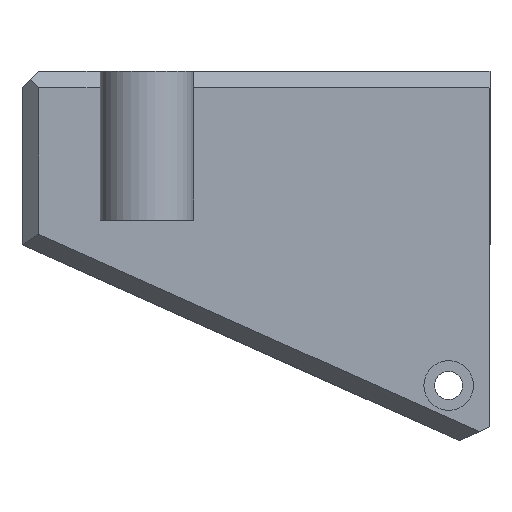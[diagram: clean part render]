
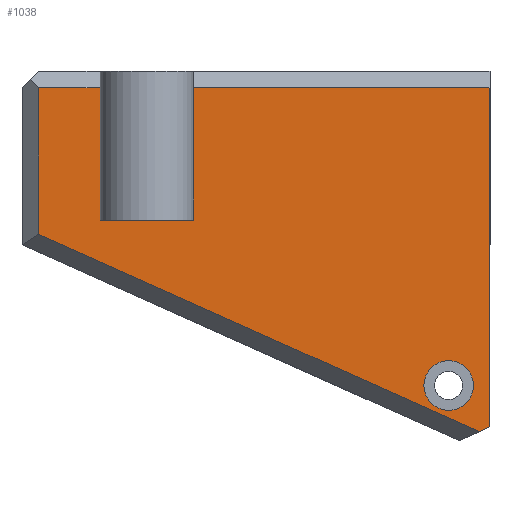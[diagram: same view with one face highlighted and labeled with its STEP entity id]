
A CAD part, left-side view. The second image highlights one B-rep face of the part: STEP entity #1038.
In plain terms, the highlighted planar face has unit normal (-1, 0, 0).
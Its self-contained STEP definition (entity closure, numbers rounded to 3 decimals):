
#58 = VECTOR ( 'NONE', #2889, 1000. ) ;
#104 = EDGE_CURVE ( 'NONE', #533, #527, #900, .T. ) ;
#247 = EDGE_LOOP ( 'NONE', ( #1578, #2664, #2830, #1542, #443, #2135, #2741, #1385, #2097 ) ) ;
#274 = EDGE_CURVE ( 'NONE', #1861, #2347, #2631, .T. ) ;
#298 = FACE_BOUND ( 'NONE', #1635, .T. ) ;
#329 = VERTEX_POINT ( 'NONE', #1664 ) ;
#352 = CARTESIAN_POINT ( 'NONE',  ( -109.65, 22., 100. ) ) ;
#362 = DIRECTION ( 'NONE',  ( 0., 0., 1. ) ) ;
#415 = VERTEX_POINT ( 'NONE', #966 ) ;
#443 = ORIENTED_EDGE ( 'NONE', *, *, #1121, .T. ) ;
#481 = EDGE_CURVE ( 'NONE', #2347, #1861, #2518, .T. ) ;
#488 = EDGE_CURVE ( 'NONE', #1464, #329, #807, .T. ) ;
#502 = EDGE_CURVE ( 'NONE', #2857, #1417, #658, .T. ) ;
#511 = VECTOR ( 'NONE', #3120, 1000. ) ;
#524 = VECTOR ( 'NONE', #792, 1000. ) ;
#527 = VERTEX_POINT ( 'NONE', #741 ) ;
#532 = CARTESIAN_POINT ( 'NONE',  ( -109.65, 0., 0. ) ) ;
#533 = VERTEX_POINT ( 'NONE', #2612 ) ;
#547 = DIRECTION ( 'NONE',  ( 0., 0., 1. ) ) ;
#562 = CARTESIAN_POINT ( 'NONE',  ( -109.65, 27., 86. ) ) ;
#583 = DIRECTION ( 'NONE',  ( -1., 0., 0. ) ) ;
#658 = LINE ( 'NONE', #1759, #58 ) ;
#741 = CARTESIAN_POINT ( 'NONE',  ( -109.65, 76.6, 119. ) ) ;
#787 = FACE_OUTER_BOUND ( 'NONE', #247, .T. ) ;
#792 = DIRECTION ( 'NONE',  ( 0., 0., -1. ) ) ;
#807 = LINE ( 'NONE', #2959, #2820 ) ;
#830 = AXIS2_PLACEMENT_3D ( 'NONE', #532, #1736, #547 ) ;
#853 = CARTESIAN_POINT ( 'NONE',  ( -109.65, 27., 83. ) ) ;
#875 = DIRECTION ( 'NONE',  ( -1., 0., 0. ) ) ;
#900 = LINE ( 'NONE', #1848, #511 ) ;
#904 = DIRECTION ( 'NONE',  ( 0., 0., 1. ) ) ;
#914 = VERTEX_POINT ( 'NONE', #1192 ) ;
#966 = CARTESIAN_POINT ( 'NONE',  ( -109.65, 69.15, 103. ) ) ;
#968 = VECTOR ( 'NONE', #1190, 1000. ) ;
#1038 = ADVANCED_FACE ( 'NONE', ( #787, #298 ), #2240, .T. ) ;
#1085 = DIRECTION ( 'NONE',  ( 0., 0., 1. ) ) ;
#1121 = EDGE_CURVE ( 'NONE', #415, #533, #2092, .T. ) ;
#1140 = CARTESIAN_POINT ( 'NONE',  ( -109.65, 27., 80. ) ) ;
#1155 = DIRECTION ( 'NONE',  ( 0., -0.912, 0.41 ) ) ;
#1164 = CARTESIAN_POINT ( 'NONE',  ( -109.65, 69.15, 103. ) ) ;
#1190 = DIRECTION ( 'NONE',  ( 0., 1., 0. ) ) ;
#1192 = CARTESIAN_POINT ( 'NONE',  ( -109.65, 22., 78. ) ) ;
#1262 = CARTESIAN_POINT ( 'NONE',  ( -109.65, 76.6, 0. ) ) ;
#1295 = LINE ( 'NONE', #1262, #524 ) ;
#1380 = VECTOR ( 'NONE', #1155, 1000. ) ;
#1385 = ORIENTED_EDGE ( 'NONE', *, *, #488, .T. ) ;
#1417 = VERTEX_POINT ( 'NONE', #1940 ) ;
#1430 = LINE ( 'NONE', #1164, #2917 ) ;
#1443 = ORIENTED_EDGE ( 'NONE', *, *, #481, .F. ) ;
#1464 = VERTEX_POINT ( 'NONE', #1481 ) ;
#1481 = CARTESIAN_POINT ( 'NONE',  ( -109.65, 76.6, 101.296 ) ) ;
#1542 = ORIENTED_EDGE ( 'NONE', *, *, #2246, .T. ) ;
#1577 = DIRECTION ( 'NONE',  ( 0., 0., 1. ) ) ;
#1578 = ORIENTED_EDGE ( 'NONE', *, *, #2178, .T. ) ;
#1620 = AXIS2_PLACEMENT_3D ( 'NONE', #3062, #875, #904 ) ;
#1635 = EDGE_LOOP ( 'NONE', ( #2852, #1443 ) ) ;
#1664 = CARTESIAN_POINT ( 'NONE',  ( -109.65, 23.296, 77.418 ) ) ;
#1665 = AXIS2_PLACEMENT_3D ( 'NONE', #853, #583, #362 ) ;
#1708 = VECTOR ( 'NONE', #1577, 1000. ) ;
#1727 = EDGE_CURVE ( 'NONE', #329, #914, #1918, .T. ) ;
#1736 = DIRECTION ( 'NONE',  ( -1., 0., 0. ) ) ;
#1759 = CARTESIAN_POINT ( 'NONE',  ( -109.65, 57.85, 103. ) ) ;
#1848 = CARTESIAN_POINT ( 'NONE',  ( -109.65, 0., 119. ) ) ;
#1861 = VERTEX_POINT ( 'NONE', #562 ) ;
#1886 = LINE ( 'NONE', #2909, #968 ) ;
#1918 = LINE ( 'NONE', #2666, #1380 ) ;
#1940 = CARTESIAN_POINT ( 'NONE',  ( -109.65, 57.85, 119. ) ) ;
#2031 = CARTESIAN_POINT ( 'NONE',  ( -109.65, 57.85, 103. ) ) ;
#2092 = LINE ( 'NONE', #2298, #2538 ) ;
#2097 = ORIENTED_EDGE ( 'NONE', *, *, #1727, .T. ) ;
#2135 = ORIENTED_EDGE ( 'NONE', *, *, #104, .T. ) ;
#2178 = EDGE_CURVE ( 'NONE', #914, #2819, #2500, .T. ) ;
#2240 = PLANE ( 'NONE',  #830 ) ;
#2245 = DIRECTION ( 'NONE',  ( 0., -0.913, -0.409 ) ) ;
#2246 = EDGE_CURVE ( 'NONE', #2857, #415, #1430, .T. ) ;
#2298 = CARTESIAN_POINT ( 'NONE',  ( -109.65, 69.15, 103. ) ) ;
#2347 = VERTEX_POINT ( 'NONE', #1140 ) ;
#2500 = LINE ( 'NONE', #352, #1708 ) ;
#2518 = CIRCLE ( 'NONE', #1620, 3. ) ;
#2538 = VECTOR ( 'NONE', #1085, 1000. ) ;
#2612 = CARTESIAN_POINT ( 'NONE',  ( -109.65, 69.15, 119. ) ) ;
#2631 = CIRCLE ( 'NONE', #1665, 3. ) ;
#2664 = ORIENTED_EDGE ( 'NONE', *, *, #2996, .T. ) ;
#2666 = CARTESIAN_POINT ( 'NONE',  ( -109.65, 25.738, 76.32 ) ) ;
#2741 = ORIENTED_EDGE ( 'NONE', *, *, #2805, .T. ) ;
#2805 = EDGE_CURVE ( 'NONE', #527, #1464, #1295, .T. ) ;
#2819 = VERTEX_POINT ( 'NONE', #2958 ) ;
#2820 = VECTOR ( 'NONE', #2245, 1000. ) ;
#2830 = ORIENTED_EDGE ( 'NONE', *, *, #502, .F. ) ;
#2852 = ORIENTED_EDGE ( 'NONE', *, *, #274, .F. ) ;
#2857 = VERTEX_POINT ( 'NONE', #2031 ) ;
#2889 = DIRECTION ( 'NONE',  ( 0., 0., 1. ) ) ;
#2909 = CARTESIAN_POINT ( 'NONE',  ( -109.65, 0., 119. ) ) ;
#2917 = VECTOR ( 'NONE', #3076, 1000. ) ;
#2958 = CARTESIAN_POINT ( 'NONE',  ( -109.65, 22., 119. ) ) ;
#2959 = CARTESIAN_POINT ( 'NONE',  ( -109.65, -24.99, 55.787 ) ) ;
#2996 = EDGE_CURVE ( 'NONE', #2819, #1417, #1886, .T. ) ;
#3062 = CARTESIAN_POINT ( 'NONE',  ( -109.65, 27., 83. ) ) ;
#3076 = DIRECTION ( 'NONE',  ( 0., 1., 0. ) ) ;
#3120 = DIRECTION ( 'NONE',  ( 0., 1., 0. ) ) ;
